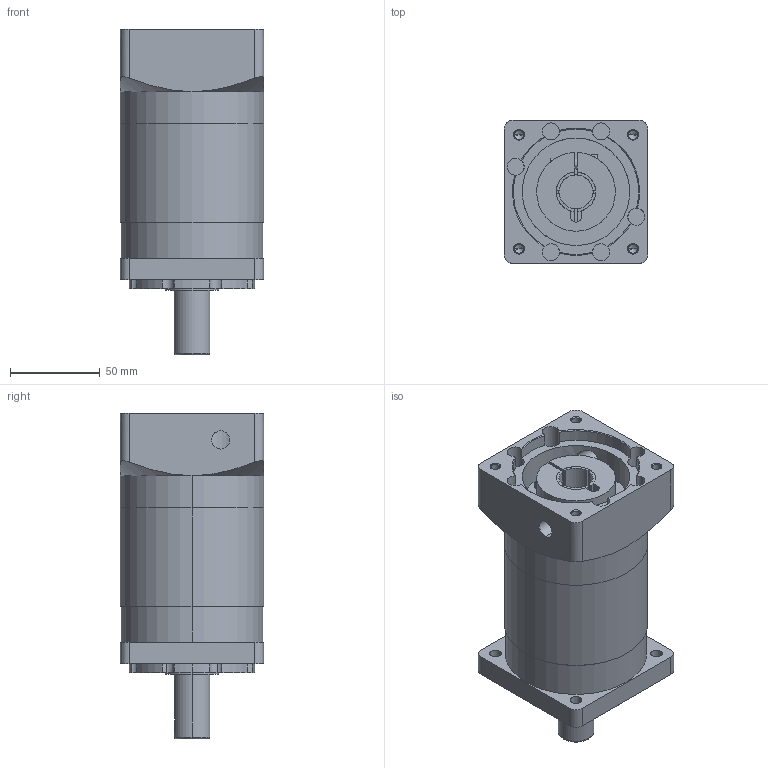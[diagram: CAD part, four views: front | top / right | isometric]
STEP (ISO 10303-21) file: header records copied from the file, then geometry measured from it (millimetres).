
FILE_DESCRIPTION (( 'STEP AP203' ), '1' );
FILE_NAME ('HPF80-L2-(A)-S2-P2-(19-40-70-M6-90).STEP', '2020-07-20T03:48:01', ( '微软用户' ), ( '微软中国' ), 'SwSTEP 2.0', 'SolidWorks 2014', '' );
FILE_SCHEMA (( 'CONFIG_CONTROL_DESIGN' ));
Length unit declared in the file: millimetre
Products named in the file (5): HPF80H-双级齿圈; HPF80-L2-(A)-S2-P2-(19-40-70-M6-90); HPF80-输出端-20轴（70-6.6-90）; 输入胀套-22; HPF80-输入法兰-B-70-M6-90
Assembly tree (4 placements, depth 2):
  HPF80-L2-(A)-S2-P2-(19-40-70-M6-90)
    HPF80-输出端-20轴（70-6.6-90）
    输入胀套-22
    HPF80-输入法兰-B-70-M6-90
    HPF80H-双级齿圈
Bounding box: 80 x 80 x 182 mm (x, y, z)
Volume: 708658.5 mm3; surface area: 99342.2 mm2
Topology: 4 solids, 4 shells, 302 faces, 766 edges, 496 vertices
Faces by surface type: plane 137, cylinder 132, cone 31, torus 2
Entity records: 10068 total; most frequent: CARTESIAN_POINT 2050, DIRECTION 1649, ORIENTED_EDGE 1512, EDGE_CURVE 756, AXIS2_PLACEMENT_3D 619, VERTEX_POINT 496, VECTOR 411, LINE 411
